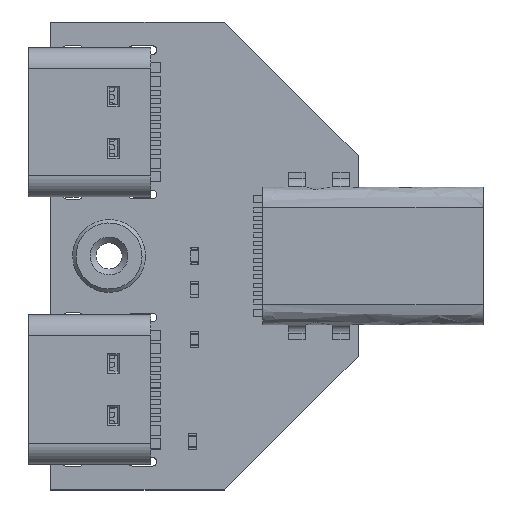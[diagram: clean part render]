
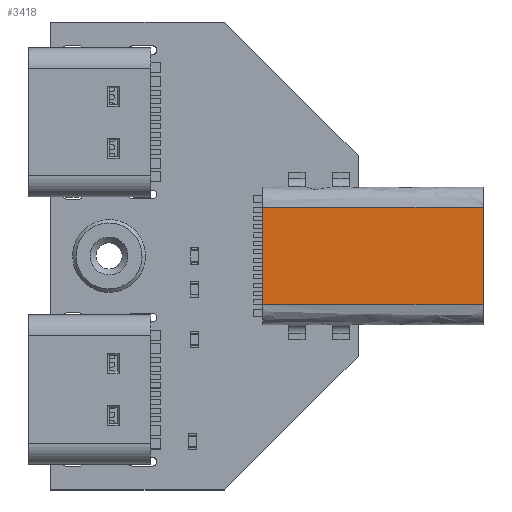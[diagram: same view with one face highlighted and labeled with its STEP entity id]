
A CAD part, top view. The second image highlights one B-rep face of the part: STEP entity #3418.
In plain terms, the highlighted free-form (B-spline) face has degree [1, 1] with [2, 2] control points.
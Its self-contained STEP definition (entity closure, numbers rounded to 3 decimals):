
#102 = ( BOUNDED_SURFACE() B_SPLINE_SURFACE(2,1,(
    (#103,#104)
    ,(#105,#106)
    ,(#107,#108)
    ,(#109,#110)
,(#111,#112
    )),.UNSPECIFIED.,.F.,.F.,.F.) B_SPLINE_SURFACE_WITH_KNOTS((3,2,3),(2
    ,2),(-0.785,0.785,2.356),(-3.295,9.885),
.UNSPECIFIED.) GEOMETRIC_REPRESENTATION_ITEM() RATIONAL_B_SPLINE_SURFACE
((
    (1.,1.)
    ,(0.707,0.707)
    ,(1.,1.)
    ,(0.707,0.707)
,(1.,1.))) REPRESENTATION_ITEM('') SURFACE() );
#103 = CARTESIAN_POINT('',(2.925,2.4,13.18));
#104 = CARTESIAN_POINT('',(2.925,2.4,0.));
#105 = CARTESIAN_POINT('',(4.125,2.4,13.18));
#106 = CARTESIAN_POINT('',(4.125,2.4,0.));
#107 = CARTESIAN_POINT('',(4.125,1.2,13.18));
#108 = CARTESIAN_POINT('',(4.125,1.2,0.));
#109 = CARTESIAN_POINT('',(4.125,0.,13.18));
#110 = CARTESIAN_POINT('',(4.125,0.,0.));
#111 = CARTESIAN_POINT('',(2.925,0.,13.18));
#112 = CARTESIAN_POINT('',(2.925,0.,0.));
#182 = B_SPLINE_SURFACE_WITH_KNOTS('',1,1,(
    (#183,#184)
    ,(#185,#186
    )),.UNSPECIFIED.,.F.,.F.,.F.,(2,2),(2,2),(0.,8.25),(
    0.,2.4),.PIECEWISE_BEZIER_KNOTS.);
#183 = CARTESIAN_POINT('',(4.125,0.,0.));
#184 = CARTESIAN_POINT('',(4.125,2.4,0.));
#185 = CARTESIAN_POINT('',(-4.125,0.,0.));
#186 = CARTESIAN_POINT('',(-4.125,2.4,0.));
#659 = ( BOUNDED_SURFACE() B_SPLINE_SURFACE(2,1,(
    (#660,#661)
    ,(#662,#663)
    ,(#664,#665)
    ,(#666,#667)
,(#668,#669
    )),.UNSPECIFIED.,.F.,.F.,.F.) B_SPLINE_SURFACE_WITH_KNOTS((3,2,3),(2
    ,2),(-0.785,0.785,2.356),(-3.295,9.885),
.UNSPECIFIED.) GEOMETRIC_REPRESENTATION_ITEM() RATIONAL_B_SPLINE_SURFACE
((
    (1.,1.)
    ,(0.707,0.707)
    ,(1.,1.)
    ,(0.707,0.707)
,(1.,1.))) REPRESENTATION_ITEM('') SURFACE() );
#660 = CARTESIAN_POINT('',(-2.925,2.4,0.));
#661 = CARTESIAN_POINT('',(-2.925,2.4,13.18));
#662 = CARTESIAN_POINT('',(-4.125,2.4,0.));
#663 = CARTESIAN_POINT('',(-4.125,2.4,13.18));
#664 = CARTESIAN_POINT('',(-4.125,1.2,0.));
#665 = CARTESIAN_POINT('',(-4.125,1.2,13.18));
#666 = CARTESIAN_POINT('',(-4.125,0.,0.));
#667 = CARTESIAN_POINT('',(-4.125,0.,13.18));
#668 = CARTESIAN_POINT('',(-2.925,0.,0.));
#669 = CARTESIAN_POINT('',(-2.925,0.,13.18));
#1243 = VERTEX_POINT('',#1244);
#1244 = CARTESIAN_POINT('',(-2.925,2.4,13.18));
#1262 = B_SPLINE_SURFACE_WITH_KNOTS('',1,1,(
    (#1263,#1264)
    ,(#1265,#1266
    )),.UNSPECIFIED.,.F.,.F.,.F.,(2,2),(2,2),(0.,8.25),(
    0.,2.4),.PIECEWISE_BEZIER_KNOTS.);
#1263 = CARTESIAN_POINT('',(-4.125,0.,13.18));
#1264 = CARTESIAN_POINT('',(-4.125,2.4,13.18));
#1265 = CARTESIAN_POINT('',(4.125,0.,13.18));
#1266 = CARTESIAN_POINT('',(4.125,2.4,13.18));
#1276 = EDGE_CURVE('',#1243,#1277,#1279,.T.);
#1277 = VERTEX_POINT('',#1278);
#1278 = CARTESIAN_POINT('',(-2.925,2.4,0.));
#1279 = SURFACE_CURVE('',#1280,(#1283,#1290),.PCURVE_S1.);
#1280 = B_SPLINE_CURVE_WITH_KNOTS('',1,(#1281,#1282),.UNSPECIFIED.,.F.,
  .F.,(2,2),(-9.885,3.295),.PIECEWISE_BEZIER_KNOTS.);
#1281 = CARTESIAN_POINT('',(-2.925,2.4,13.18));
#1282 = CARTESIAN_POINT('',(-2.925,2.4,0.));
#1283 = PCURVE('',#659,#1284);
#1284 = DEFINITIONAL_REPRESENTATION('',(#1285),#1289);
#1285 = B_SPLINE_CURVE_WITH_KNOTS('',2,(#1286,#1287,#1288),
  .UNSPECIFIED.,.F.,.F.,(3,3),(-9.885,3.295),.PIECEWISE_BEZIER_KNOTS.);
#1286 = CARTESIAN_POINT('',(-0.785,9.885));
#1287 = CARTESIAN_POINT('',(-0.785,3.295));
#1288 = CARTESIAN_POINT('',(-0.785,-3.295));
#1289 = ( GEOMETRIC_REPRESENTATION_CONTEXT(2) 
PARAMETRIC_REPRESENTATION_CONTEXT() REPRESENTATION_CONTEXT('2D SPACE',''
  ) );
#1290 = PCURVE('',#1291,#1296);
#1291 = B_SPLINE_SURFACE_WITH_KNOTS('',1,1,(
    (#1292,#1293)
    ,(#1294,#1295
    )),.UNSPECIFIED.,.F.,.F.,.F.,(2,2),(2,2),(-6.59,6.59),(-2.925,2.925)
  ,.PIECEWISE_BEZIER_KNOTS.);
#1292 = CARTESIAN_POINT('',(-2.925,2.4,0.));
#1293 = CARTESIAN_POINT('',(2.925,2.4,0.));
#1294 = CARTESIAN_POINT('',(-2.925,2.4,13.18));
#1295 = CARTESIAN_POINT('',(2.925,2.4,13.18));
#1296 = DEFINITIONAL_REPRESENTATION('',(#1297),#1300);
#1297 = B_SPLINE_CURVE_WITH_KNOTS('',1,(#1298,#1299),.UNSPECIFIED.,.F.,
  .F.,(2,2),(-9.885,3.295),.PIECEWISE_BEZIER_KNOTS.);
#1298 = CARTESIAN_POINT('',(6.59,-2.925));
#1299 = CARTESIAN_POINT('',(-6.59,-2.925));
#1300 = ( GEOMETRIC_REPRESENTATION_CONTEXT(2) 
PARAMETRIC_REPRESENTATION_CONTEXT() REPRESENTATION_CONTEXT('2D SPACE',''
  ) );
#2249 = EDGE_CURVE('',#2250,#1277,#2252,.T.);
#2250 = VERTEX_POINT('',#2251);
#2251 = CARTESIAN_POINT('',(2.925,2.4,0.));
#2252 = SURFACE_CURVE('',#2253,(#2256,#2262),.PCURVE_S1.);
#2253 = B_SPLINE_CURVE_WITH_KNOTS('',1,(#2254,#2255),.UNSPECIFIED.,.F.,
  .F.,(2,2),(-2.925,2.925),.PIECEWISE_BEZIER_KNOTS.);
#2254 = CARTESIAN_POINT('',(2.925,2.4,0.));
#2255 = CARTESIAN_POINT('',(-2.925,2.4,0.));
#2256 = PCURVE('',#182,#2257);
#2257 = DEFINITIONAL_REPRESENTATION('',(#2258),#2261);
#2258 = B_SPLINE_CURVE_WITH_KNOTS('',1,(#2259,#2260),.UNSPECIFIED.,.F.,
  .F.,(2,2),(-2.925,2.925),.PIECEWISE_BEZIER_KNOTS.);
#2259 = CARTESIAN_POINT('',(1.2,2.4));
#2260 = CARTESIAN_POINT('',(7.05,2.4));
#2261 = ( GEOMETRIC_REPRESENTATION_CONTEXT(2) 
PARAMETRIC_REPRESENTATION_CONTEXT() REPRESENTATION_CONTEXT('2D SPACE',''
  ) );
#2262 = PCURVE('',#1291,#2263);
#2263 = DEFINITIONAL_REPRESENTATION('',(#2264),#2267);
#2264 = B_SPLINE_CURVE_WITH_KNOTS('',1,(#2265,#2266),.UNSPECIFIED.,.F.,
  .F.,(2,2),(-2.925,2.925),.PIECEWISE_BEZIER_KNOTS.);
#2265 = CARTESIAN_POINT('',(-6.59,2.925));
#2266 = CARTESIAN_POINT('',(-6.59,-2.925));
#2267 = ( GEOMETRIC_REPRESENTATION_CONTEXT(2) 
PARAMETRIC_REPRESENTATION_CONTEXT() REPRESENTATION_CONTEXT('2D SPACE',''
  ) );
#2636 = EDGE_CURVE('',#2250,#2637,#2639,.T.);
#2637 = VERTEX_POINT('',#2638);
#2638 = CARTESIAN_POINT('',(2.925,2.4,13.18));
#2639 = SURFACE_CURVE('',#2640,(#2643,#2650),.PCURVE_S1.);
#2640 = B_SPLINE_CURVE_WITH_KNOTS('',1,(#2641,#2642),.UNSPECIFIED.,.F.,
  .F.,(2,2),(-9.885,3.295),.PIECEWISE_BEZIER_KNOTS.);
#2641 = CARTESIAN_POINT('',(2.925,2.4,0.));
#2642 = CARTESIAN_POINT('',(2.925,2.4,13.18));
#2643 = PCURVE('',#102,#2644);
#2644 = DEFINITIONAL_REPRESENTATION('',(#2645),#2649);
#2645 = B_SPLINE_CURVE_WITH_KNOTS('',2,(#2646,#2647,#2648),
  .UNSPECIFIED.,.F.,.F.,(3,3),(-9.885,3.295),.PIECEWISE_BEZIER_KNOTS.);
#2646 = CARTESIAN_POINT('',(-0.785,9.885));
#2647 = CARTESIAN_POINT('',(-0.785,3.295));
#2648 = CARTESIAN_POINT('',(-0.785,-3.295));
#2649 = ( GEOMETRIC_REPRESENTATION_CONTEXT(2) 
PARAMETRIC_REPRESENTATION_CONTEXT() REPRESENTATION_CONTEXT('2D SPACE',''
  ) );
#2650 = PCURVE('',#1291,#2651);
#2651 = DEFINITIONAL_REPRESENTATION('',(#2652),#2655);
#2652 = B_SPLINE_CURVE_WITH_KNOTS('',1,(#2653,#2654),.UNSPECIFIED.,.F.,
  .F.,(2,2),(-9.885,3.295),.PIECEWISE_BEZIER_KNOTS.);
#2653 = CARTESIAN_POINT('',(-6.59,2.925));
#2654 = CARTESIAN_POINT('',(6.59,2.925));
#2655 = ( GEOMETRIC_REPRESENTATION_CONTEXT(2) 
PARAMETRIC_REPRESENTATION_CONTEXT() REPRESENTATION_CONTEXT('2D SPACE',''
  ) );
#3376 = EDGE_CURVE('',#1243,#2637,#3377,.T.);
#3377 = SURFACE_CURVE('',#3378,(#3381,#3387),.PCURVE_S1.);
#3378 = B_SPLINE_CURVE_WITH_KNOTS('',1,(#3379,#3380),.UNSPECIFIED.,.F.,
  .F.,(2,2),(1.2,7.05),.PIECEWISE_BEZIER_KNOTS.);
#3379 = CARTESIAN_POINT('',(-2.925,2.4,13.18));
#3380 = CARTESIAN_POINT('',(2.925,2.4,13.18));
#3381 = PCURVE('',#1262,#3382);
#3382 = DEFINITIONAL_REPRESENTATION('',(#3383),#3386);
#3383 = B_SPLINE_CURVE_WITH_KNOTS('',1,(#3384,#3385),.UNSPECIFIED.,.F.,
  .F.,(2,2),(1.2,7.05),.PIECEWISE_BEZIER_KNOTS.);
#3384 = CARTESIAN_POINT('',(1.2,2.4));
#3385 = CARTESIAN_POINT('',(7.05,2.4));
#3386 = ( GEOMETRIC_REPRESENTATION_CONTEXT(2) 
PARAMETRIC_REPRESENTATION_CONTEXT() REPRESENTATION_CONTEXT('2D SPACE',''
  ) );
#3387 = PCURVE('',#1291,#3388);
#3388 = DEFINITIONAL_REPRESENTATION('',(#3389),#3392);
#3389 = B_SPLINE_CURVE_WITH_KNOTS('',1,(#3390,#3391),.UNSPECIFIED.,.F.,
  .F.,(2,2),(1.2,7.05),.PIECEWISE_BEZIER_KNOTS.);
#3390 = CARTESIAN_POINT('',(6.59,-2.925));
#3391 = CARTESIAN_POINT('',(6.59,2.925));
#3392 = ( GEOMETRIC_REPRESENTATION_CONTEXT(2) 
PARAMETRIC_REPRESENTATION_CONTEXT() REPRESENTATION_CONTEXT('2D SPACE',''
  ) );
#3418 = ADVANCED_FACE('',(#3419),#1291,.T.);
#3419 = FACE_BOUND('',#3420,.T.);
#3420 = EDGE_LOOP('',(#3421,#3422,#3423,#3424));
#3421 = ORIENTED_EDGE('',*,*,#2636,.F.);
#3422 = ORIENTED_EDGE('',*,*,#2249,.T.);
#3423 = ORIENTED_EDGE('',*,*,#1276,.F.);
#3424 = ORIENTED_EDGE('',*,*,#3376,.T.);
